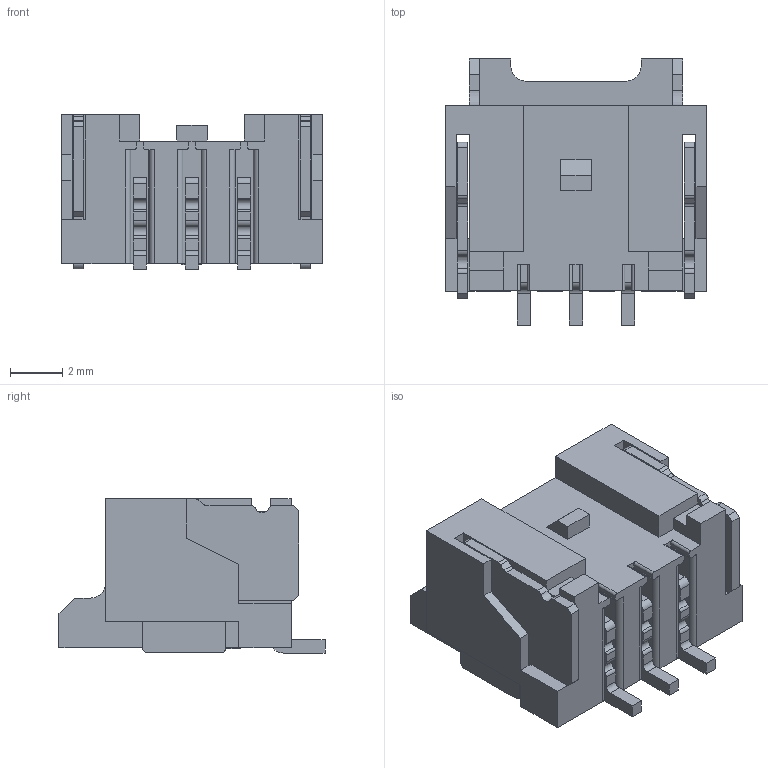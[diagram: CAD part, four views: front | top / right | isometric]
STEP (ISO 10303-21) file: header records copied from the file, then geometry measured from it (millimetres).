
FILE_DESCRIPTION (( 'STEP AP214' ), '1' );
FILE_NAME ('conn-smd_sm03b-pass-tbt.step', '2022-05-26T07:24:04', ( '' ), ( '' ), 'SwSTEP 2.0', 'SolidWorks 2020', '' );
FILE_SCHEMA (( 'AUTOMOTIVE_DESIGN' ));
Length unit declared in the file: millimetre
Products named in the file (1): conn-smd_sm03b-pass-tbt
Bounding box: 10 x 10.2 x 5.91 mm (x, y, z)
Volume: 198 mm3; surface area: 784 mm2
Topology: 3 solids, 3 shells, 341 faces, 961 edges, 636 vertices
Faces by surface type: plane 273, cylinder 68
Entity records: 14710 total; most frequent: CARTESIAN_POINT 1939, ORIENTED_EDGE 1922, DIRECTION 1781, EDGE_CURVE 961, LINE 825, VECTOR 825, VERTEX_POINT 636, AXIS2_PLACEMENT_3D 478
